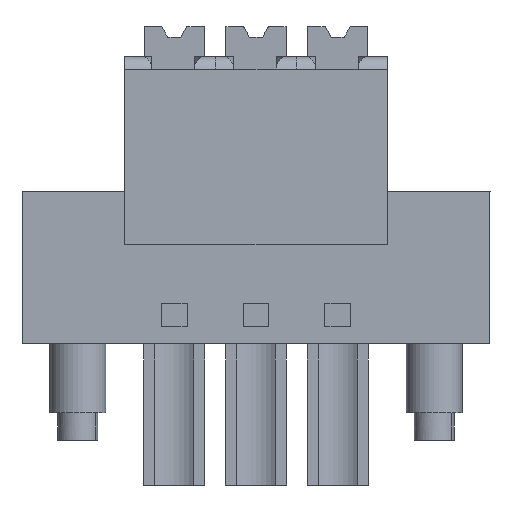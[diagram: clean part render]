
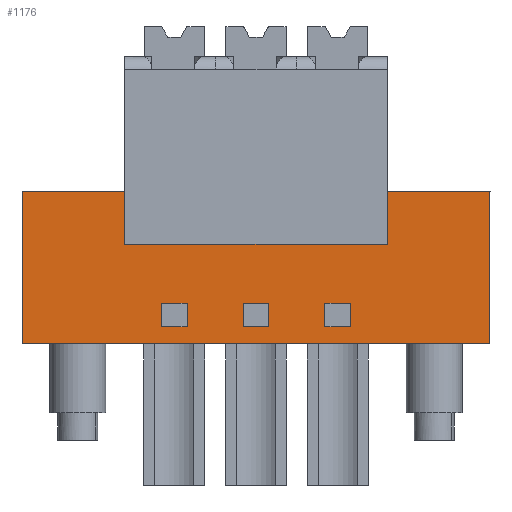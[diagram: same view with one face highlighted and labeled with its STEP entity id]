
A CAD part, front view. The second image highlights one B-rep face of the part: STEP entity #1176.
In plain terms, the highlighted planar face has unit normal (0, -1, 0).
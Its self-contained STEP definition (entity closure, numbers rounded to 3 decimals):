
#1038=AXIS2_PLACEMENT_3D('Plane Axis2P3D',#1035,#1036,#1037) ;
#40=CARTESIAN_POINT('Vertex',(4.8,0.175,11.25)) ;
#126=CARTESIAN_POINT('Vertex',(4.8,0.175,13.7)) ;
#129=CARTESIAN_POINT('Line Origine',(4.8,0.175,12.475)) ;
#170=CARTESIAN_POINT('Vertex',(17.02,0.175,11.25)) ;
#178=CARTESIAN_POINT('Line Origine',(10.91,0.175,11.25)) ;
#735=CARTESIAN_POINT('Vertex',(0.,0.175,6.6)) ;
#761=CARTESIAN_POINT('Vertex',(21.82,0.175,6.6)) ;
#764=CARTESIAN_POINT('Line Origine',(10.91,0.175,6.6)) ;
#1001=CARTESIAN_POINT('Vertex',(0.,0.175,13.7)) ;
#1004=CARTESIAN_POINT('Line Origine',(2.4,0.175,13.7)) ;
#1035=CARTESIAN_POINT('Axis2P3D Location',(0.99,0.175,11.25)) ;
#1040=CARTESIAN_POINT('Line Origine',(0.,0.175,10.15)) ;
#1045=CARTESIAN_POINT('Line Origine',(21.82,0.175,10.15)) ;
#1049=CARTESIAN_POINT('Vertex',(21.82,0.175,13.7)) ;
#1052=CARTESIAN_POINT('Line Origine',(19.42,0.175,13.7)) ;
#1056=CARTESIAN_POINT('Vertex',(17.02,0.175,13.7)) ;
#1059=CARTESIAN_POINT('Line Origine',(17.02,0.175,12.475)) ;
#1074=CARTESIAN_POINT('Line Origine',(6.5,0.175,7.95)) ;
#1078=CARTESIAN_POINT('Vertex',(6.5,0.175,8.5)) ;
#1080=CARTESIAN_POINT('Vertex',(6.5,0.175,7.4)) ;
#1083=CARTESIAN_POINT('Line Origine',(7.1,0.175,8.5)) ;
#1087=CARTESIAN_POINT('Vertex',(7.7,0.175,8.5)) ;
#1090=CARTESIAN_POINT('Line Origine',(7.7,0.175,7.95)) ;
#1094=CARTESIAN_POINT('Vertex',(7.7,0.175,7.4)) ;
#1097=CARTESIAN_POINT('Line Origine',(7.1,0.175,7.4)) ;
#1108=CARTESIAN_POINT('Line Origine',(10.91,0.175,7.4)) ;
#1112=CARTESIAN_POINT('Vertex',(10.31,0.175,7.4)) ;
#1114=CARTESIAN_POINT('Vertex',(11.51,0.175,7.4)) ;
#1117=CARTESIAN_POINT('Line Origine',(10.31,0.175,7.95)) ;
#1121=CARTESIAN_POINT('Vertex',(10.31,0.175,8.5)) ;
#1124=CARTESIAN_POINT('Line Origine',(10.91,0.175,8.5)) ;
#1128=CARTESIAN_POINT('Vertex',(11.51,0.175,8.5)) ;
#1131=CARTESIAN_POINT('Line Origine',(11.51,0.175,7.95)) ;
#1142=CARTESIAN_POINT('Line Origine',(14.72,0.175,8.5)) ;
#1146=CARTESIAN_POINT('Vertex',(15.32,0.175,8.5)) ;
#1148=CARTESIAN_POINT('Vertex',(14.12,0.175,8.5)) ;
#1151=CARTESIAN_POINT('Line Origine',(15.32,0.175,7.95)) ;
#1155=CARTESIAN_POINT('Vertex',(15.32,0.175,7.4)) ;
#1158=CARTESIAN_POINT('Line Origine',(14.72,0.175,7.4)) ;
#1162=CARTESIAN_POINT('Vertex',(14.12,0.175,7.4)) ;
#1165=CARTESIAN_POINT('Line Origine',(14.12,0.175,7.95)) ;
#130=DIRECTION('Vector Direction',(0.,0.,-1.)) ;
#179=DIRECTION('Vector Direction',(1.,0.,0.)) ;
#765=DIRECTION('Vector Direction',(1.,0.,0.)) ;
#1005=DIRECTION('Vector Direction',(1.,0.,0.)) ;
#1036=DIRECTION('Axis2P3D Direction',(0.,-1.,0.)) ;
#1037=DIRECTION('Axis2P3D XDirection',(0.,0.,-1.)) ;
#1041=DIRECTION('Vector Direction',(0.,0.,-1.)) ;
#1046=DIRECTION('Vector Direction',(0.,0.,-1.)) ;
#1053=DIRECTION('Vector Direction',(1.,0.,0.)) ;
#1060=DIRECTION('Vector Direction',(0.,0.,-1.)) ;
#1075=DIRECTION('Vector Direction',(0.,0.,1.)) ;
#1084=DIRECTION('Vector Direction',(1.,0.,0.)) ;
#1091=DIRECTION('Vector Direction',(0.,0.,-1.)) ;
#1098=DIRECTION('Vector Direction',(-1.,0.,0.)) ;
#1109=DIRECTION('Vector Direction',(-1.,0.,0.)) ;
#1118=DIRECTION('Vector Direction',(0.,0.,1.)) ;
#1125=DIRECTION('Vector Direction',(1.,0.,0.)) ;
#1132=DIRECTION('Vector Direction',(0.,0.,-1.)) ;
#1143=DIRECTION('Vector Direction',(1.,0.,0.)) ;
#1152=DIRECTION('Vector Direction',(0.,0.,-1.)) ;
#1159=DIRECTION('Vector Direction',(-1.,0.,0.)) ;
#1166=DIRECTION('Vector Direction',(0.,0.,1.)) ;
#131=VECTOR('Line Direction',#130,1.) ;
#180=VECTOR('Line Direction',#179,1.) ;
#766=VECTOR('Line Direction',#765,1.) ;
#1006=VECTOR('Line Direction',#1005,1.) ;
#1042=VECTOR('Line Direction',#1041,1.) ;
#1047=VECTOR('Line Direction',#1046,1.) ;
#1054=VECTOR('Line Direction',#1053,1.) ;
#1061=VECTOR('Line Direction',#1060,1.) ;
#1076=VECTOR('Line Direction',#1075,1.) ;
#1085=VECTOR('Line Direction',#1084,1.) ;
#1092=VECTOR('Line Direction',#1091,1.) ;
#1099=VECTOR('Line Direction',#1098,1.) ;
#1110=VECTOR('Line Direction',#1109,1.) ;
#1119=VECTOR('Line Direction',#1118,1.) ;
#1126=VECTOR('Line Direction',#1125,1.) ;
#1133=VECTOR('Line Direction',#1132,1.) ;
#1144=VECTOR('Line Direction',#1143,1.) ;
#1153=VECTOR('Line Direction',#1152,1.) ;
#1160=VECTOR('Line Direction',#1159,1.) ;
#1167=VECTOR('Line Direction',#1166,1.) ;
#1065=ORIENTED_EDGE('',*,*,#133,.F.) ;
#1066=ORIENTED_EDGE('',*,*,#1008,.F.) ;
#1067=ORIENTED_EDGE('',*,*,#1044,.F.) ;
#1068=ORIENTED_EDGE('',*,*,#768,.T.) ;
#1069=ORIENTED_EDGE('',*,*,#1051,.T.) ;
#1070=ORIENTED_EDGE('',*,*,#1058,.T.) ;
#1071=ORIENTED_EDGE('',*,*,#1063,.T.) ;
#1072=ORIENTED_EDGE('',*,*,#182,.F.) ;
#1103=ORIENTED_EDGE('',*,*,#1082,.F.) ;
#1104=ORIENTED_EDGE('',*,*,#1089,.F.) ;
#1105=ORIENTED_EDGE('',*,*,#1096,.F.) ;
#1106=ORIENTED_EDGE('',*,*,#1101,.F.) ;
#1137=ORIENTED_EDGE('',*,*,#1116,.F.) ;
#1138=ORIENTED_EDGE('',*,*,#1123,.F.) ;
#1139=ORIENTED_EDGE('',*,*,#1130,.F.) ;
#1140=ORIENTED_EDGE('',*,*,#1135,.F.) ;
#1171=ORIENTED_EDGE('',*,*,#1150,.F.) ;
#1172=ORIENTED_EDGE('',*,*,#1157,.F.) ;
#1173=ORIENTED_EDGE('',*,*,#1164,.F.) ;
#1174=ORIENTED_EDGE('',*,*,#1169,.F.) ;
#1107=FACE_BOUND('',#1102,.T.) ;
#1141=FACE_BOUND('',#1136,.T.) ;
#1175=FACE_BOUND('',#1170,.T.) ;
#1176=ADVANCED_FACE('HOUSING',(#1073,#1107,#1141,#1175),#1039,.T.) ;
#133=EDGE_CURVE('',#127,#41,#132,.T.) ;
#182=EDGE_CURVE('',#41,#171,#181,.T.) ;
#768=EDGE_CURVE('',#736,#762,#767,.T.) ;
#1008=EDGE_CURVE('',#1002,#127,#1007,.T.) ;
#1044=EDGE_CURVE('',#736,#1002,#1043,.F.) ;
#1051=EDGE_CURVE('',#762,#1050,#1048,.F.) ;
#1058=EDGE_CURVE('',#1050,#1057,#1055,.F.) ;
#1063=EDGE_CURVE('',#1057,#171,#1062,.T.) ;
#1082=EDGE_CURVE('',#1079,#1081,#1077,.F.) ;
#1089=EDGE_CURVE('',#1088,#1079,#1086,.F.) ;
#1096=EDGE_CURVE('',#1095,#1088,#1093,.F.) ;
#1101=EDGE_CURVE('',#1081,#1095,#1100,.F.) ;
#1116=EDGE_CURVE('',#1113,#1115,#1111,.F.) ;
#1123=EDGE_CURVE('',#1122,#1113,#1120,.F.) ;
#1130=EDGE_CURVE('',#1129,#1122,#1127,.F.) ;
#1135=EDGE_CURVE('',#1115,#1129,#1134,.F.) ;
#1150=EDGE_CURVE('',#1147,#1149,#1145,.F.) ;
#1157=EDGE_CURVE('',#1156,#1147,#1154,.F.) ;
#1164=EDGE_CURVE('',#1163,#1156,#1161,.F.) ;
#1169=EDGE_CURVE('',#1149,#1163,#1168,.F.) ;
#1064=EDGE_LOOP('',(#1065,#1066,#1067,#1068,#1069,#1070,#1071,#1072)) ;
#1102=EDGE_LOOP('',(#1103,#1104,#1105,#1106)) ;
#1136=EDGE_LOOP('',(#1137,#1138,#1139,#1140)) ;
#1170=EDGE_LOOP('',(#1171,#1172,#1173,#1174)) ;
#1073=FACE_OUTER_BOUND('',#1064,.T.) ;
#132=LINE('Line',#129,#131) ;
#181=LINE('Line',#178,#180) ;
#767=LINE('Line',#764,#766) ;
#1007=LINE('Line',#1004,#1006) ;
#1043=LINE('Line',#1040,#1042) ;
#1048=LINE('Line',#1045,#1047) ;
#1055=LINE('Line',#1052,#1054) ;
#1062=LINE('Line',#1059,#1061) ;
#1077=LINE('Line',#1074,#1076) ;
#1086=LINE('Line',#1083,#1085) ;
#1093=LINE('Line',#1090,#1092) ;
#1100=LINE('Line',#1097,#1099) ;
#1111=LINE('Line',#1108,#1110) ;
#1120=LINE('Line',#1117,#1119) ;
#1127=LINE('Line',#1124,#1126) ;
#1134=LINE('Line',#1131,#1133) ;
#1145=LINE('Line',#1142,#1144) ;
#1154=LINE('Line',#1151,#1153) ;
#1161=LINE('Line',#1158,#1160) ;
#1168=LINE('Line',#1165,#1167) ;
#1039=PLANE('',#1038) ;
#41=VERTEX_POINT('',#40) ;
#127=VERTEX_POINT('',#126) ;
#171=VERTEX_POINT('',#170) ;
#736=VERTEX_POINT('',#735) ;
#762=VERTEX_POINT('',#761) ;
#1002=VERTEX_POINT('',#1001) ;
#1050=VERTEX_POINT('',#1049) ;
#1057=VERTEX_POINT('',#1056) ;
#1079=VERTEX_POINT('',#1078) ;
#1081=VERTEX_POINT('',#1080) ;
#1088=VERTEX_POINT('',#1087) ;
#1095=VERTEX_POINT('',#1094) ;
#1113=VERTEX_POINT('',#1112) ;
#1115=VERTEX_POINT('',#1114) ;
#1122=VERTEX_POINT('',#1121) ;
#1129=VERTEX_POINT('',#1128) ;
#1147=VERTEX_POINT('',#1146) ;
#1149=VERTEX_POINT('',#1148) ;
#1156=VERTEX_POINT('',#1155) ;
#1163=VERTEX_POINT('',#1162) ;
